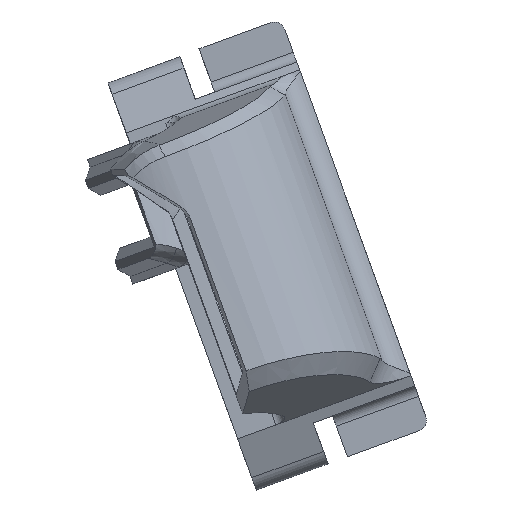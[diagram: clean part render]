
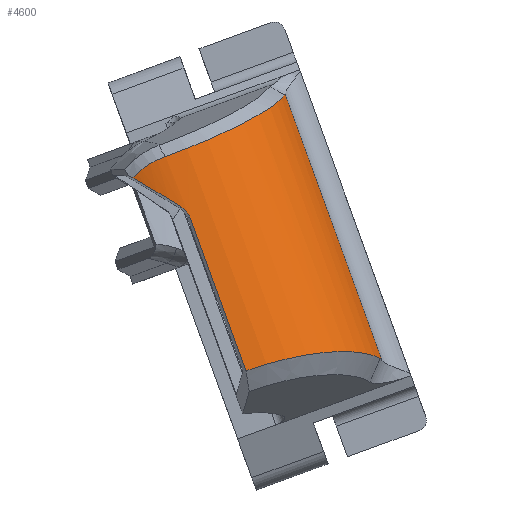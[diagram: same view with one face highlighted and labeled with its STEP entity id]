
A CAD part, top view. The second image highlights one B-rep face of the part: STEP entity #4600.
In plain terms, the highlighted cylindrical face has radius 13 mm (diameter 26 mm), a partial arc.
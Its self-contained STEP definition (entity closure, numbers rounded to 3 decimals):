
#32=B_SPLINE_CURVE_WITH_KNOTS('',3,(#6734,#6735,#6736,#6737,#6738,#6739,
#6740,#6741,#6742,#6743,#6744,#6745,#6746,#6747,#6748,#6749),
 .UNSPECIFIED.,.F.,.F.,(4,2,2,2,2,2,2,4),(0.022,0.25,
0.501,0.753,1.006,1.262,1.495,
1.584),.UNSPECIFIED.);
#58=B_SPLINE_CURVE_WITH_KNOTS('',3,(#7100,#7101,#7102,#7103,#7104,#7105),
 .UNSPECIFIED.,.F.,.F.,(4,2,4),(0.597,0.67,0.717),
 .UNSPECIFIED.);
#85=B_SPLINE_CURVE_WITH_KNOTS('',3,(#7655,#7656,#7657,#7658,#7659,#7660,
#7661),.UNSPECIFIED.,.F.,.F.,(4,3,4),(0.,0.021,0.023),
 .UNSPECIFIED.);
#89=B_SPLINE_CURVE_WITH_KNOTS('',3,(#7715,#7716,#7717,#7718,#7719,#7720,
#7721,#7722,#7723),.UNSPECIFIED.,.F.,.F.,(4,2,3,4),(-0.458,
-0.189,-0.056,-0.008),
 .UNSPECIFIED.);
#90=B_SPLINE_CURVE_WITH_KNOTS('',3,(#7725,#7726,#7727,#7728,#7729,#7730,
#7731,#7732,#7733,#7734,#7735,#7736,#7737,#7738),.UNSPECIFIED.,.F.,.F.,
(4,2,2,2,2,2,4),(-2.561,-2.308,-1.758,-1.473,
-1.181,-1.033,-0.737),.UNSPECIFIED.);
#91=B_SPLINE_CURVE_WITH_KNOTS('',3,(#7739,#7740,#7741,#7742,#7743,#7744,
#7745),.UNSPECIFIED.,.F.,.F.,(4,3,4),(0.533,0.574,
0.596),.UNSPECIFIED.);
#145=CYLINDRICAL_SURFACE('',#4897,13.);
#285=FACE_OUTER_BOUND('',#528,.T.);
#528=EDGE_LOOP('',(#3479,#3480,#3481,#3482,#3483,#3484,#3485,#3486,#3487));
#875=LINE('',#7115,#1405);
#953=LINE('',#7693,#1483);
#1405=VECTOR('',#5463,10.);
#1483=VECTOR('',#5591,2.25);
#1759=ELLIPSE('',#4842,21.372,13.);
#1934=VERTEX_POINT('',#6723);
#1935=VERTEX_POINT('',#6733);
#1951=VERTEX_POINT('',#6922);
#1952=VERTEX_POINT('',#6924);
#2000=VERTEX_POINT('',#7098);
#2004=VERTEX_POINT('',#7113);
#2078=VERTEX_POINT('',#7654);
#2081=VERTEX_POINT('',#7692);
#2082=VERTEX_POINT('',#7724);
#2412=EDGE_CURVE('',#1935,#1934,#32,.F.);
#2431=EDGE_CURVE('',#1951,#1952,#1759,.T.);
#2489=EDGE_CURVE('',#2000,#1951,#58,.T.);
#2494=EDGE_CURVE('',#2004,#2000,#875,.T.);
#2602=EDGE_CURVE('',#1935,#2078,#85,.T.);
#2610=EDGE_CURVE('',#2078,#2081,#953,.T.);
#2612=EDGE_CURVE('',#1934,#1952,#89,.T.);
#2613=EDGE_CURVE('',#2004,#2082,#90,.T.);
#2614=EDGE_CURVE('',#2081,#2082,#91,.T.);
#3479=ORIENTED_EDGE('',*,*,#2412,.T.);
#3480=ORIENTED_EDGE('',*,*,#2612,.T.);
#3481=ORIENTED_EDGE('',*,*,#2431,.F.);
#3482=ORIENTED_EDGE('',*,*,#2489,.F.);
#3483=ORIENTED_EDGE('',*,*,#2494,.F.);
#3484=ORIENTED_EDGE('',*,*,#2613,.T.);
#3485=ORIENTED_EDGE('',*,*,#2614,.F.);
#3486=ORIENTED_EDGE('',*,*,#2610,.F.);
#3487=ORIENTED_EDGE('',*,*,#2602,.F.);
#4600=ADVANCED_FACE('',(#285),#145,.T.);
#4842=AXIS2_PLACEMENT_3D('',#6925,#5372,#5373);
#4897=AXIS2_PLACEMENT_3D('',#7714,#5592,#5593);
#5372=DIRECTION('center_axis',(-0.518,-0.836,0.182));
#5373=DIRECTION('ref_axis',(0.828,-0.543,-0.139));
#5463=DIRECTION('',(-0.342,0.94,0.));
#5591=DIRECTION('',(0.342,-0.94,0.));
#5592=DIRECTION('center_axis',(-0.342,0.94,0.));
#5593=DIRECTION('ref_axis',(0.94,0.342,0.));
#6723=CARTESIAN_POINT('',(135.481,20.467,141.122));
#6733=CARTESIAN_POINT('',(146.453,26.162,131.525));
#6734=CARTESIAN_POINT('Ctrl Pts',(135.481,20.467,141.122));
#6735=CARTESIAN_POINT('Ctrl Pts',(136.195,20.729,141.105));
#6736=CARTESIAN_POINT('Ctrl Pts',(136.902,21.,141.021));
#6737=CARTESIAN_POINT('Ctrl Pts',(138.354,21.583,140.708));
#6738=CARTESIAN_POINT('Ctrl Pts',(139.092,21.895,140.466));
#6739=CARTESIAN_POINT('Ctrl Pts',(140.509,22.52,139.831));
#6740=CARTESIAN_POINT('Ctrl Pts',(141.185,22.833,139.438));
#6741=CARTESIAN_POINT('Ctrl Pts',(142.449,23.453,138.515));
#6742=CARTESIAN_POINT('Ctrl Pts',(143.033,23.759,137.986));
#6743=CARTESIAN_POINT('Ctrl Pts',(144.096,24.35,136.806));
#6744=CARTESIAN_POINT('Ctrl Pts',(144.571,24.635,136.157));
#6745=CARTESIAN_POINT('Ctrl Pts',(145.354,25.15,134.823));
#6746=CARTESIAN_POINT('Ctrl Pts',(145.671,25.382,134.149));
#6747=CARTESIAN_POINT('Ctrl Pts',(146.025,25.68,133.18));
#6748=CARTESIAN_POINT('Ctrl Pts',(146.308,25.892,132.368));
#6749=CARTESIAN_POINT('Ctrl Pts',(146.453,26.162,131.525));
#6922=CARTESIAN_POINT('',(136.946,15.816,141.125));
#6924=CARTESIAN_POINT('',(132.471,18.502,140.722));
#6925=CARTESIAN_POINT('Origin',(138.172,12.227,128.125));
#7098=CARTESIAN_POINT('',(137.723,14.863,141.116));
#7100=CARTESIAN_POINT('Ctrl Pts',(137.723,14.863,141.116));
#7101=CARTESIAN_POINT('Ctrl Pts',(137.64,15.09,141.116));
#7102=CARTESIAN_POINT('Ctrl Pts',(137.506,15.314,141.118));
#7103=CARTESIAN_POINT('Ctrl Pts',(137.217,15.623,141.122));
#7104=CARTESIAN_POINT('Ctrl Pts',(137.085,15.73,141.124));
#7105=CARTESIAN_POINT('Ctrl Pts',(136.946,15.816,141.125));
#7113=CARTESIAN_POINT('',(142.87,0.722,141.116));
#7115=CARTESIAN_POINT('',(144.79,-4.554,141.116));
#7654=CARTESIAN_POINT('',(146.482,26.242,131.317));
#7655=CARTESIAN_POINT('Ctrl Pts',(146.452,26.163,131.525));
#7656=CARTESIAN_POINT('Ctrl Pts',(146.463,26.184,131.46));
#7657=CARTESIAN_POINT('Ctrl Pts',(146.472,26.208,131.396));
#7658=CARTESIAN_POINT('Ctrl Pts',(146.479,26.235,131.334));
#7659=CARTESIAN_POINT('Ctrl Pts',(146.479,26.238,131.328));
#7660=CARTESIAN_POINT('Ctrl Pts',(146.48,26.24,131.323));
#7661=CARTESIAN_POINT('Ctrl Pts',(146.48,26.243,131.317));
#7692=CARTESIAN_POINT('',(155.405,1.725,131.317));
#7693=CARTESIAN_POINT('',(147.284,24.039,131.317));
#7714=CARTESIAN_POINT('Origin',(144.339,-4.718,128.125));
#7715=CARTESIAN_POINT('Ctrl Pts',(135.481,20.467,141.122));
#7716=CARTESIAN_POINT('Ctrl Pts',(135.165,20.364,141.129));
#7717=CARTESIAN_POINT('Ctrl Pts',(134.531,20.148,141.135));
#7718=CARTESIAN_POINT('Ctrl Pts',(133.419,19.405,140.976));
#7719=CARTESIAN_POINT('Ctrl Pts',(133.075,19.125,140.902));
#7720=CARTESIAN_POINT('Ctrl Pts',(132.766,18.817,140.814));
#7721=CARTESIAN_POINT('Ctrl Pts',(132.653,18.705,140.782));
#7722=CARTESIAN_POINT('Ctrl Pts',(132.561,18.605,140.753));
#7723=CARTESIAN_POINT('Ctrl Pts',(132.471,18.502,140.722));
#7724=CARTESIAN_POINT('',(155.241,1.862,131.715));
#7725=CARTESIAN_POINT('Ctrl Pts',(142.87,0.722,141.116));
#7726=CARTESIAN_POINT('Ctrl Pts',(143.597,0.977,141.088));
#7727=CARTESIAN_POINT('Ctrl Pts',(144.326,1.209,140.991));
#7728=CARTESIAN_POINT('Ctrl Pts',(146.627,1.86,140.472));
#7729=CARTESIAN_POINT('Ctrl Pts',(148.149,2.177,139.806));
#7730=CARTESIAN_POINT('Ctrl Pts',(150.256,2.441,138.401));
#7731=CARTESIAN_POINT('Ctrl Pts',(150.933,2.491,137.856));
#7732=CARTESIAN_POINT('Ctrl Pts',(152.203,2.517,136.637));
#7733=CARTESIAN_POINT('Ctrl Pts',(152.79,2.49,135.964));
#7734=CARTESIAN_POINT('Ctrl Pts',(153.582,2.391,134.879));
#7735=CARTESIAN_POINT('Ctrl Pts',(153.832,2.347,134.503));
#7736=CARTESIAN_POINT('Ctrl Pts',(154.528,2.187,133.348));
#7737=CARTESIAN_POINT('Ctrl Pts',(154.922,2.042,132.543));
#7738=CARTESIAN_POINT('Ctrl Pts',(155.241,1.862,131.715));
#7739=CARTESIAN_POINT('Ctrl Pts',(155.406,1.725,131.318));
#7740=CARTESIAN_POINT('Ctrl Pts',(155.369,1.764,131.399));
#7741=CARTESIAN_POINT('Ctrl Pts',(155.333,1.797,131.484));
#7742=CARTESIAN_POINT('Ctrl Pts',(155.298,1.824,131.571));
#7743=CARTESIAN_POINT('Ctrl Pts',(155.279,1.839,131.618));
#7744=CARTESIAN_POINT('Ctrl Pts',(155.26,1.852,131.666));
#7745=CARTESIAN_POINT('Ctrl Pts',(155.241,1.862,131.715));
